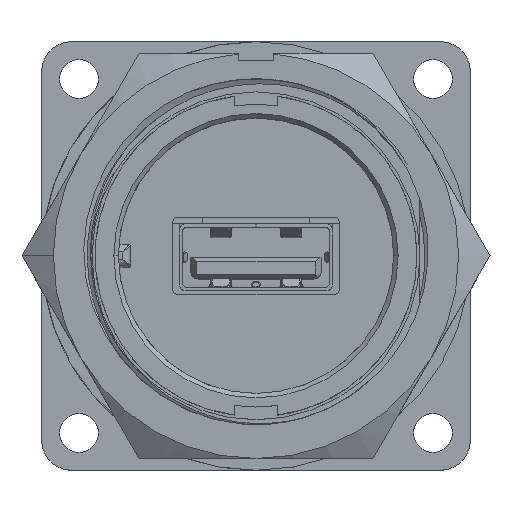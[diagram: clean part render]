
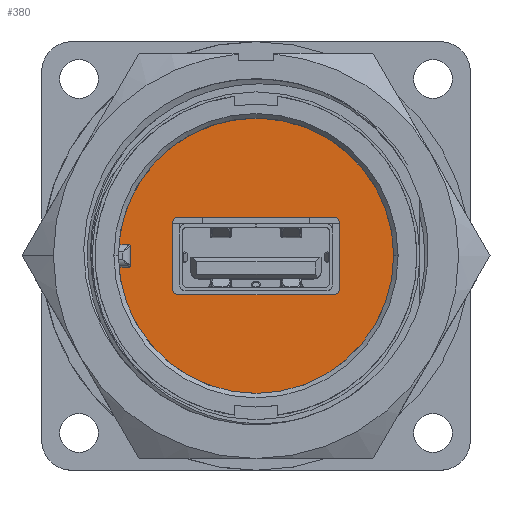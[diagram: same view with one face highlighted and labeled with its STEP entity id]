
A CAD part, top view. The second image highlights one B-rep face of the part: STEP entity #380.
In plain terms, the highlighted planar face has unit normal (0, 0, 1).
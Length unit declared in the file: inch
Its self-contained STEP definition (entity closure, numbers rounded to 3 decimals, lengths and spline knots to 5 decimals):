
#380 = ADVANCED_FACE ( 'NONE', ( #6816, #34283 ), #25591, .T. ) ;
#510 = ORIENTED_EDGE ( 'NONE', *, *, #27058, .T. ) ;
#808 = LINE ( 'NONE', #12691, #16955 ) ;
#1526 = CARTESIAN_POINT ( 'NONE',  ( -0.427, -0.0325, 0.315 ) ) ;
#1678 = CARTESIAN_POINT ( 'NONE',  ( -0.46048, 0.0375, 0.315 ) ) ;
#1794 = VERTEX_POINT ( 'NONE', #27249 ) ;
#1914 = ORIENTED_EDGE ( 'NONE', *, *, #13870, .T. ) ;
#2126 = CARTESIAN_POINT ( 'NONE',  ( 0., 0., 0.315 ) ) ;
#2174 = CARTESIAN_POINT ( 'NONE',  ( -0.427, 0.0325, 0.315 ) ) ;
#2235 = VERTEX_POINT ( 'NONE', #13713 ) ;
#2319 = DIRECTION ( 'NONE',  ( 1., 0., 0. ) ) ;
#2720 = VECTOR ( 'NONE', #6900, 39.37008 ) ;
#3415 = CARTESIAN_POINT ( 'NONE',  ( 0., 0., 0.315 ) ) ;
#3419 = AXIS2_PLACEMENT_3D ( 'NONE', #43546, #22926, #2319 ) ;
#3549 = AXIS2_PLACEMENT_3D ( 'NONE', #44541, #19443, #25142 ) ;
#3584 = CARTESIAN_POINT ( 'NONE',  ( 0.28, -0.11, 0.315 ) ) ;
#4067 = VERTEX_POINT ( 'NONE', #39975 ) ;
#4347 = CARTESIAN_POINT ( 'NONE',  ( 0.26, -0.11, 0.315 ) ) ;
#4668 = CARTESIAN_POINT ( 'NONE',  ( -0.28, 0.11, 0.315 ) ) ;
#4756 = AXIS2_PLACEMENT_3D ( 'NONE', #40592, #19974, #44037 ) ;
#5003 = DIRECTION ( 'NONE',  ( 1., 0., 0. ) ) ;
#5598 = DIRECTION ( 'NONE',  ( 1., 0., 0. ) ) ;
#5640 = DIRECTION ( 'NONE',  ( 1., 0., 0. ) ) ;
#5709 = ORIENTED_EDGE ( 'NONE', *, *, #32845, .F. ) ;
#5848 = CIRCLE ( 'NONE', #4756, 0.02 ) ;
#6330 = CIRCLE ( 'NONE', #40685, 0.005 ) ;
#6816 = FACE_BOUND ( 'NONE', #16409, .T. ) ;
#6896 = DIRECTION ( 'NONE',  ( 1., 0., 0. ) ) ;
#6900 = DIRECTION ( 'NONE',  ( 1., 0., 0. ) ) ;
#6973 = LINE ( 'NONE', #4668, #33357 ) ;
#6992 = CARTESIAN_POINT ( 'NONE',  ( 0.28, -0.11, 0.315 ) ) ;
#7005 = ORIENTED_EDGE ( 'NONE', *, *, #29912, .F. ) ;
#7603 = CARTESIAN_POINT ( 'NONE',  ( -0.422, -0.0325, 0.315 ) ) ;
#7832 = DIRECTION ( 'NONE',  ( 1., 0., 0. ) ) ;
#8092 = ORIENTED_EDGE ( 'NONE', *, *, #26714, .T. ) ;
#8741 = ORIENTED_EDGE ( 'NONE', *, *, #36199, .T. ) ;
#9063 = VERTEX_POINT ( 'NONE', #37270 ) ;
#10062 = CARTESIAN_POINT ( 'NONE',  ( -0.26, -0.11, 0.315 ) ) ;
#10147 = ORIENTED_EDGE ( 'NONE', *, *, #12457, .F. ) ;
#10244 = CARTESIAN_POINT ( 'NONE',  ( -0.427, -0.0375, 0.315 ) ) ;
#10776 = AXIS2_PLACEMENT_3D ( 'NONE', #10062, #34152, #13511 ) ;
#11255 = LINE ( 'NONE', #26816, #44598 ) ;
#11921 = EDGE_CURVE ( 'NONE', #26572, #1794, #6973, .T. ) ;
#12192 = EDGE_CURVE ( 'NONE', #1794, #26229, #24721, .T. ) ;
#12457 = EDGE_CURVE ( 'NONE', #39397, #19352, #11255, .T. ) ;
#12691 = CARTESIAN_POINT ( 'NONE',  ( -0.422, 0.0325, 0.315 ) ) ;
#12760 = EDGE_CURVE ( 'NONE', #32915, #41308, #26850, .T. ) ;
#12824 = CARTESIAN_POINT ( 'NONE',  ( 0.462, 0., 0.315 ) ) ;
#12877 = ORIENTED_EDGE ( 'NONE', *, *, #41688, .T. ) ;
#13089 = DIRECTION ( 'NONE',  ( -1., 0., 0. ) ) ;
#13501 = EDGE_LOOP ( 'NONE', ( #41687, #8741, #8092, #510, #12877, #26118, #1914 ) ) ;
#13511 = DIRECTION ( 'NONE',  ( 1., 0., 0. ) ) ;
#13713 = CARTESIAN_POINT ( 'NONE',  ( 0.28, 0.11, 0.315 ) ) ;
#13870 = EDGE_CURVE ( 'NONE', #33985, #4067, #42356, .T. ) ;
#15816 = CIRCLE ( 'NONE', #3419, 0.02 ) ;
#16001 = ORIENTED_EDGE ( 'NONE', *, *, #12760, .F. ) ;
#16011 = LINE ( 'NONE', #10244, #32181 ) ;
#16192 = CARTESIAN_POINT ( 'NONE',  ( -0.26, -0.13, 0.315 ) ) ;
#16409 = EDGE_LOOP ( 'NONE', ( #25598, #38019, #5709, #10147, #24975, #34380, #16001, #7005 ) ) ;
#16955 = VECTOR ( 'NONE', #43980, 39.37008 ) ;
#17773 = EDGE_CURVE ( 'NONE', #4067, #37609, #36758, .T. ) ;
#18522 = EDGE_CURVE ( 'NONE', #41308, #2235, #21800, .T. ) ;
#19352 = VERTEX_POINT ( 'NONE', #25899 ) ;
#19443 = DIRECTION ( 'NONE',  ( 0., 0., 1. ) ) ;
#19974 = DIRECTION ( 'NONE',  ( 0., 0., 1. ) ) ;
#20247 = VERTEX_POINT ( 'NONE', #12824 ) ;
#21800 = LINE ( 'NONE', #3584, #39047 ) ;
#22104 = CARTESIAN_POINT ( 'NONE',  ( 0.26, 0.13, 0.315 ) ) ;
#22334 = CARTESIAN_POINT ( 'NONE',  ( -0.46048, -0.0375, 0.315 ) ) ;
#22926 = DIRECTION ( 'NONE',  ( 0., 0., 1. ) ) ;
#24049 = CARTESIAN_POINT ( 'NONE',  ( -0.26, -0.13, 0.315 ) ) ;
#24721 = CIRCLE ( 'NONE', #10776, 0.02 ) ;
#24975 = ORIENTED_EDGE ( 'NONE', *, *, #38502, .F. ) ;
#25142 = DIRECTION ( 'NONE',  ( 1., 0., 0. ) ) ;
#25308 = DIRECTION ( 'NONE',  ( 0., -1., 0. ) ) ;
#25421 = VERTEX_POINT ( 'NONE', #7603 ) ;
#25591 = PLANE ( 'NONE',  #3549 ) ;
#25598 = ORIENTED_EDGE ( 'NONE', *, *, #12192, .F. ) ;
#25634 = DIRECTION ( 'NONE',  ( 0., 0., -1. ) ) ;
#25670 = EDGE_CURVE ( 'NONE', #20247, #33985, #41842, .T. ) ;
#25899 = CARTESIAN_POINT ( 'NONE',  ( -0.26, 0.13, 0.315 ) ) ;
#26118 = ORIENTED_EDGE ( 'NONE', *, *, #25670, .T. ) ;
#26229 = VERTEX_POINT ( 'NONE', #16192 ) ;
#26234 = DIRECTION ( 'NONE',  ( 0., 0., 1. ) ) ;
#26278 = DIRECTION ( 'NONE',  ( 0., 0., -1. ) ) ;
#26572 = VERTEX_POINT ( 'NONE', #41863 ) ;
#26714 = EDGE_CURVE ( 'NONE', #25421, #9063, #6330, .T. ) ;
#26816 = CARTESIAN_POINT ( 'NONE',  ( 0.26, 0.13, 0.315 ) ) ;
#26850 = CIRCLE ( 'NONE', #37590, 0.02 ) ;
#27058 = EDGE_CURVE ( 'NONE', #9063, #27935, #16011, .T. ) ;
#27249 = CARTESIAN_POINT ( 'NONE',  ( -0.28, -0.11, 0.315 ) ) ;
#27447 = AXIS2_PLACEMENT_3D ( 'NONE', #3415, #27528, #6896 ) ;
#27528 = DIRECTION ( 'NONE',  ( 0., 0., 1. ) ) ;
#27935 = VERTEX_POINT ( 'NONE', #22334 ) ;
#28437 = DIRECTION ( 'NONE',  ( 0., 0., 1. ) ) ;
#29234 = DIRECTION ( 'NONE',  ( 1., 0., 0. ) ) ;
#29420 = CARTESIAN_POINT ( 'NONE',  ( -0.422, 0.0325, 0.315 ) ) ;
#29912 = EDGE_CURVE ( 'NONE', #26229, #32915, #38264, .T. ) ;
#32181 = VECTOR ( 'NONE', #44531, 39.37008 ) ;
#32845 = EDGE_CURVE ( 'NONE', #19352, #26572, #5848, .T. ) ;
#32915 = VERTEX_POINT ( 'NONE', #33988 ) ;
#32939 = CIRCLE ( 'NONE', #27447, 0.462 ) ;
#33234 = VECTOR ( 'NONE', #29234, 39.37008 ) ;
#33357 = VECTOR ( 'NONE', #25308, 39.37008 ) ;
#33378 = AXIS2_PLACEMENT_3D ( 'NONE', #2174, #26278, #5640 ) ;
#33985 = VERTEX_POINT ( 'NONE', #41954 ) ;
#33988 = CARTESIAN_POINT ( 'NONE',  ( 0.26, -0.13, 0.315 ) ) ;
#34152 = DIRECTION ( 'NONE',  ( 0., 0., 1. ) ) ;
#34283 = FACE_OUTER_BOUND ( 'NONE', #13501, .T. ) ;
#34380 = ORIENTED_EDGE ( 'NONE', *, *, #18522, .F. ) ;
#36199 = EDGE_CURVE ( 'NONE', #37609, #25421, #808, .T. ) ;
#36758 = CIRCLE ( 'NONE', #33378, 0.005 ) ;
#37270 = CARTESIAN_POINT ( 'NONE',  ( -0.427, -0.0375, 0.315 ) ) ;
#37590 = AXIS2_PLACEMENT_3D ( 'NONE', #4347, #28437, #7832 ) ;
#37609 = VERTEX_POINT ( 'NONE', #29420 ) ;
#37909 = DIRECTION ( 'NONE',  ( 0., 1., 0. ) ) ;
#38019 = ORIENTED_EDGE ( 'NONE', *, *, #11921, .F. ) ;
#38264 = LINE ( 'NONE', #24049, #2720 ) ;
#38502 = EDGE_CURVE ( 'NONE', #2235, #39397, #15816, .T. ) ;
#38653 = AXIS2_PLACEMENT_3D ( 'NONE', #2126, #26234, #5598 ) ;
#39047 = VECTOR ( 'NONE', #37909, 39.37008 ) ;
#39397 = VERTEX_POINT ( 'NONE', #22104 ) ;
#39975 = CARTESIAN_POINT ( 'NONE',  ( -0.427, 0.0375, 0.315 ) ) ;
#40592 = CARTESIAN_POINT ( 'NONE',  ( -0.26, 0.11, 0.315 ) ) ;
#40685 = AXIS2_PLACEMENT_3D ( 'NONE', #1526, #25634, #5003 ) ;
#41308 = VERTEX_POINT ( 'NONE', #6992 ) ;
#41687 = ORIENTED_EDGE ( 'NONE', *, *, #17773, .T. ) ;
#41688 = EDGE_CURVE ( 'NONE', #27935, #20247, #32939, .T. ) ;
#41842 = CIRCLE ( 'NONE', #38653, 0.462 ) ;
#41863 = CARTESIAN_POINT ( 'NONE',  ( -0.28, 0.11, 0.315 ) ) ;
#41954 = CARTESIAN_POINT ( 'NONE',  ( -0.46048, 0.0375, 0.315 ) ) ;
#42356 = LINE ( 'NONE', #1678, #33234 ) ;
#43546 = CARTESIAN_POINT ( 'NONE',  ( 0.26, 0.11, 0.315 ) ) ;
#43980 = DIRECTION ( 'NONE',  ( 0., -1., 0. ) ) ;
#44037 = DIRECTION ( 'NONE',  ( 1., 0., 0. ) ) ;
#44531 = DIRECTION ( 'NONE',  ( -1., 0., 0. ) ) ;
#44541 = CARTESIAN_POINT ( 'NONE',  ( -0.427, 0.0325, 0.315 ) ) ;
#44598 = VECTOR ( 'NONE', #13089, 39.37008 ) ;
